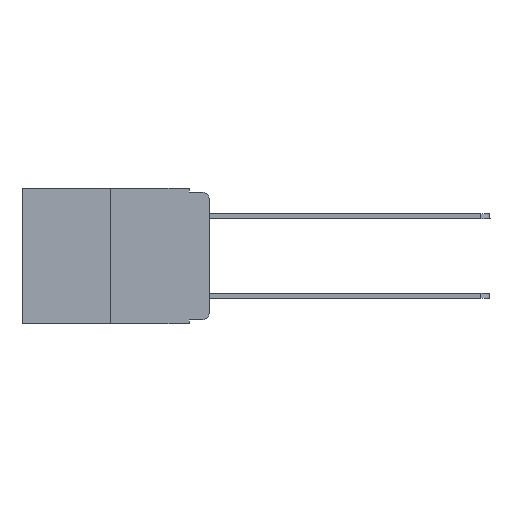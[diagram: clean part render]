
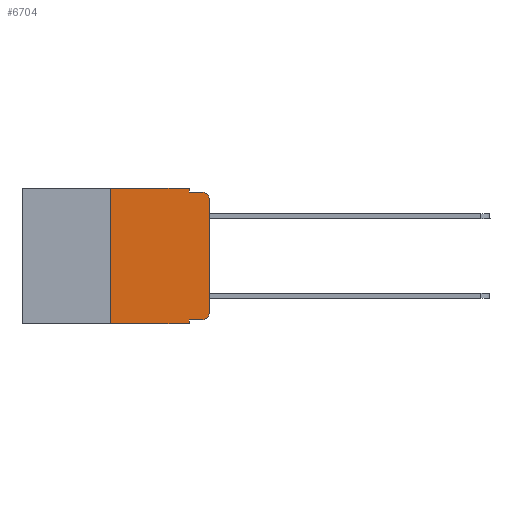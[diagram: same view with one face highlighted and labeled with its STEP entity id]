
A CAD part, left-side view. The second image highlights one B-rep face of the part: STEP entity #6704.
In plain terms, the highlighted planar face has unit normal (-1, 0, 0).
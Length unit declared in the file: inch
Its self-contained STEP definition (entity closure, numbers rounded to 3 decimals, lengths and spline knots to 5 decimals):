
#68 = LINE ( 'NONE', #4227, #5589 ) ;
#1798 = ORIENTED_EDGE ( 'NONE', *, *, #10987, .T. ) ;
#1994 = DIRECTION ( 'NONE',  ( 0., 0., -1. ) ) ;
#2018 = CARTESIAN_POINT ( 'NONE',  ( 0., 0.25, 0. ) ) ;
#2696 = ORIENTED_EDGE ( 'NONE', *, *, #20076, .F. ) ;
#2796 = CARTESIAN_POINT ( 'NONE',  ( 0., 0.051, -0.01 ) ) ;
#2859 = AXIS2_PLACEMENT_3D ( 'NONE', #20594, #23050, #1994 ) ;
#3467 = AXIS2_PLACEMENT_3D ( 'NONE', #6670, #12802, #14718 ) ;
#3661 = AXIS2_PLACEMENT_3D ( 'NONE', #23468, #15348, #17435 ) ;
#3812 = VECTOR ( 'NONE', #7436, 39.37008 ) ;
#4227 = CARTESIAN_POINT ( 'NONE',  ( 0., 0.051, 0. ) ) ;
#5193 = ORIENTED_EDGE ( 'NONE', *, *, #22528, .T. ) ;
#5589 = VECTOR ( 'NONE', #10818, 39.37008 ) ;
#5761 = VERTEX_POINT ( 'NONE', #9666 ) ;
#5855 = CARTESIAN_POINT ( 'NONE',  ( 0., 0.051, -0.01 ) ) ;
#6064 = CARTESIAN_POINT ( 'NONE',  ( 0., 0., -0.03 ) ) ;
#6236 = EDGE_LOOP ( 'NONE', ( #11785, #5193, #8333, #2696, #26330, #23452, #21624, #20982, #1798, #17813 ) ) ;
#6670 = CARTESIAN_POINT ( 'NONE',  ( 0., 0.02, -0.03 ) ) ;
#6704 = ADVANCED_FACE ( 'NONE', ( #24119 ), #25678, .F. ) ;
#7273 = CARTESIAN_POINT ( 'NONE',  ( 0., 0.25, -0.343 ) ) ;
#7436 = DIRECTION ( 'NONE',  ( 0., -1., 0. ) ) ;
#8333 = ORIENTED_EDGE ( 'NONE', *, *, #10553, .F. ) ;
#9026 = VECTOR ( 'NONE', #20197, 39.37008 ) ;
#9175 = VERTEX_POINT ( 'NONE', #2018 ) ;
#9404 = CARTESIAN_POINT ( 'NONE',  ( 0., 0.051, -0.333 ) ) ;
#9601 = DIRECTION ( 'NONE',  ( 0., -1., 0. ) ) ;
#9666 = CARTESIAN_POINT ( 'NONE',  ( 0., 0.051, -0.333 ) ) ;
#10046 = LINE ( 'NONE', #17924, #3812 ) ;
#10303 = EDGE_CURVE ( 'NONE', #22030, #21789, #10677, .T. ) ;
#10510 = VERTEX_POINT ( 'NONE', #22718 ) ;
#10553 = EDGE_CURVE ( 'NONE', #26781, #12478, #26668, .T. ) ;
#10677 = LINE ( 'NONE', #11827, #9026 ) ;
#10818 = DIRECTION ( 'NONE',  ( 0., 0., -1. ) ) ;
#10987 = EDGE_CURVE ( 'NONE', #5761, #19924, #21711, .T. ) ;
#10999 = CARTESIAN_POINT ( 'NONE',  ( 0., 0., -0.313 ) ) ;
#11785 = ORIENTED_EDGE ( 'NONE', *, *, #10303, .T. ) ;
#11827 = CARTESIAN_POINT ( 'NONE',  ( 0., 0., 0. ) ) ;
#12478 = VERTEX_POINT ( 'NONE', #18734 ) ;
#12802 = DIRECTION ( 'NONE',  ( -1., 0., 0. ) ) ;
#13117 = CIRCLE ( 'NONE', #2859, 0.02 ) ;
#14582 = VECTOR ( 'NONE', #16442, 39.37008 ) ;
#14656 = DIRECTION ( 'NONE',  ( 0., 0., 1. ) ) ;
#14718 = DIRECTION ( 'NONE',  ( 0., 0., -1. ) ) ;
#15348 = DIRECTION ( 'NONE',  ( 1., 0., 0. ) ) ;
#16148 = EDGE_CURVE ( 'NONE', #19648, #26349, #10046, .T. ) ;
#16151 = VECTOR ( 'NONE', #26031, 39.37008 ) ;
#16442 = DIRECTION ( 'NONE',  ( 0., -1., 0. ) ) ;
#16559 = CARTESIAN_POINT ( 'NONE',  ( 0., 0.02, -0.333 ) ) ;
#17435 = DIRECTION ( 'NONE',  ( 0., 0., -1. ) ) ;
#17450 = EDGE_CURVE ( 'NONE', #5761, #26349, #18758, .T. ) ;
#17465 = VECTOR ( 'NONE', #21984, 39.37008 ) ;
#17813 = ORIENTED_EDGE ( 'NONE', *, *, #26544, .T. ) ;
#17924 = CARTESIAN_POINT ( 'NONE',  ( 0., 0.473, -0.343 ) ) ;
#18667 = VECTOR ( 'NONE', #9601, 39.37008 ) ;
#18734 = CARTESIAN_POINT ( 'NONE',  ( 0., 0.02, -0.01 ) ) ;
#18758 = LINE ( 'NONE', #19792, #16151 ) ;
#19426 = EDGE_CURVE ( 'NONE', #9175, #10510, #25217, .T. ) ;
#19648 = VERTEX_POINT ( 'NONE', #7273 ) ;
#19792 = CARTESIAN_POINT ( 'NONE',  ( 0., 0.051, 0. ) ) ;
#19924 = VERTEX_POINT ( 'NONE', #16559 ) ;
#20076 = EDGE_CURVE ( 'NONE', #10510, #26781, #68, .T. ) ;
#20197 = DIRECTION ( 'NONE',  ( 0., 0., 1. ) ) ;
#20508 = CARTESIAN_POINT ( 'NONE',  ( 0., 0.051, -0.343 ) ) ;
#20594 = CARTESIAN_POINT ( 'NONE',  ( 0., 0.02, -0.313 ) ) ;
#20982 = ORIENTED_EDGE ( 'NONE', *, *, #17450, .F. ) ;
#21187 = CIRCLE ( 'NONE', #3467, 0.02 ) ;
#21528 = LINE ( 'NONE', #22852, #25132 ) ;
#21624 = ORIENTED_EDGE ( 'NONE', *, *, #16148, .T. ) ;
#21711 = LINE ( 'NONE', #9404, #17465 ) ;
#21789 = VERTEX_POINT ( 'NONE', #6064 ) ;
#21962 = EDGE_CURVE ( 'NONE', #19648, #9175, #21528, .T. ) ;
#21984 = DIRECTION ( 'NONE',  ( 0., -1., 0. ) ) ;
#22030 = VERTEX_POINT ( 'NONE', #10999 ) ;
#22528 = EDGE_CURVE ( 'NONE', #21789, #12478, #21187, .T. ) ;
#22718 = CARTESIAN_POINT ( 'NONE',  ( 0., 0.051, 0. ) ) ;
#22852 = CARTESIAN_POINT ( 'NONE',  ( 0., 0.25, 0. ) ) ;
#23050 = DIRECTION ( 'NONE',  ( -1., 0., 0. ) ) ;
#23452 = ORIENTED_EDGE ( 'NONE', *, *, #21962, .F. ) ;
#23468 = CARTESIAN_POINT ( 'NONE',  ( 0., 0.473, 0. ) ) ;
#24119 = FACE_OUTER_BOUND ( 'NONE', #6236, .T. ) ;
#25132 = VECTOR ( 'NONE', #14656, 39.37008 ) ;
#25217 = LINE ( 'NONE', #26483, #18667 ) ;
#25678 = PLANE ( 'NONE',  #3661 ) ;
#26031 = DIRECTION ( 'NONE',  ( 0., 0., -1. ) ) ;
#26330 = ORIENTED_EDGE ( 'NONE', *, *, #19426, .F. ) ;
#26349 = VERTEX_POINT ( 'NONE', #20508 ) ;
#26483 = CARTESIAN_POINT ( 'NONE',  ( 0., 0.473, 0. ) ) ;
#26544 = EDGE_CURVE ( 'NONE', #19924, #22030, #13117, .T. ) ;
#26668 = LINE ( 'NONE', #5855, #14582 ) ;
#26781 = VERTEX_POINT ( 'NONE', #2796 ) ;
